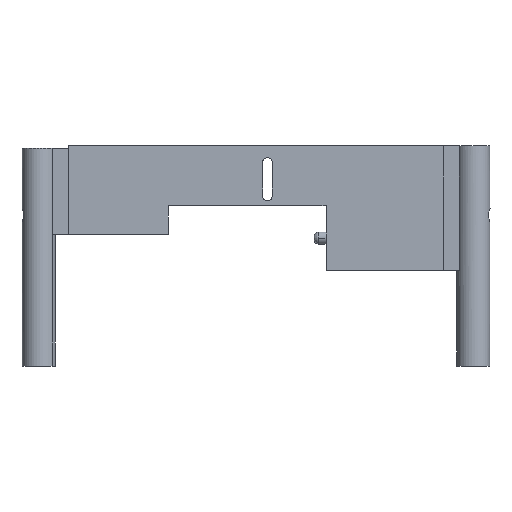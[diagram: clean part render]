
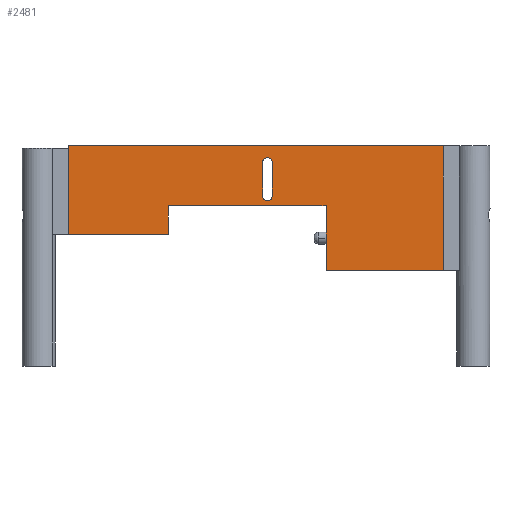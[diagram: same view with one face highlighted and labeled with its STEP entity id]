
A CAD part, front view. The second image highlights one B-rep face of the part: STEP entity #2481.
In plain terms, the highlighted planar face has unit normal (0, -1, 0).
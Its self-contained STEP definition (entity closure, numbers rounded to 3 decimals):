
#32 = DIRECTION ( 'NONE',  ( 0., 0., 1. ) ) ;
#55 = AXIS2_PLACEMENT_3D ( 'NONE', #571, #3154, #2843 ) ;
#74 = ORIENTED_EDGE ( 'NONE', *, *, #1486, .T. ) ;
#122 = VECTOR ( 'NONE', #3096, 1000. ) ;
#154 = EDGE_LOOP ( 'NONE', ( #3712, #3396, #2796, #3469, #690, #2841, #1659, #2669 ) ) ;
#173 = VERTEX_POINT ( 'NONE', #3033 ) ;
#176 = EDGE_CURVE ( 'NONE', #1318, #465, #799, .T. ) ;
#280 = VECTOR ( 'NONE', #3072, 1000. ) ;
#284 = LINE ( 'NONE', #3053, #280 ) ;
#326 = EDGE_CURVE ( 'NONE', #2085, #173, #284, .T. ) ;
#441 = EDGE_LOOP ( 'NONE', ( #3487, #3216, #74, #3459 ) ) ;
#465 = VERTEX_POINT ( 'NONE', #3508 ) ;
#490 = DIRECTION ( 'NONE',  ( 1., 0., 0. ) ) ;
#571 = CARTESIAN_POINT ( 'NONE',  ( 77.013, -4.5, 16.018 ) ) ;
#621 = DIRECTION ( 'NONE',  ( 0., 1., 0. ) ) ;
#623 = CARTESIAN_POINT ( 'NONE',  ( 35.5, -4.5, 0. ) ) ;
#690 = ORIENTED_EDGE ( 'NONE', *, *, #326, .F. ) ;
#799 = LINE ( 'NONE', #1470, #2719 ) ;
#811 = CARTESIAN_POINT ( 'NONE',  ( 35.5, -4.5, 12. ) ) ;
#853 = LINE ( 'NONE', #3032, #2745 ) ;
#880 = CARTESIAN_POINT ( 'NONE',  ( 150.5, -4.5, 37. ) ) ;
#889 = CARTESIAN_POINT ( 'NONE',  ( 79.013, -4.5, 16.018 ) ) ;
#914 = VECTOR ( 'NONE', #3416, 1000. ) ;
#982 = DIRECTION ( 'NONE',  ( 1., 0., 0. ) ) ;
#989 = VERTEX_POINT ( 'NONE', #623 ) ;
#994 = CARTESIAN_POINT ( 'NONE',  ( 79.013, -4.5, 15.009 ) ) ;
#1062 = VERTEX_POINT ( 'NONE', #3224 ) ;
#1121 = AXIS2_PLACEMENT_3D ( 'NONE', #1408, #2043, #3002 ) ;
#1200 = EDGE_CURVE ( 'NONE', #3541, #2765, #853, .T. ) ;
#1270 = CARTESIAN_POINT ( 'NONE',  ( 77.013, -4.5, 30.018 ) ) ;
#1318 = VERTEX_POINT ( 'NONE', #3117 ) ;
#1372 = CARTESIAN_POINT ( 'NONE',  ( 35.5, -4.5, 0. ) ) ;
#1387 = CIRCLE ( 'NONE', #3615, 2. ) ;
#1408 = CARTESIAN_POINT ( 'NONE',  ( -6., -4.5, 0. ) ) ;
#1429 = EDGE_CURVE ( 'NONE', #3545, #2104, #1890, .T. ) ;
#1447 = EDGE_CURVE ( 'NONE', #173, #1062, #3757, .T. ) ;
#1470 = CARTESIAN_POINT ( 'NONE',  ( -6., -4.5, 0. ) ) ;
#1486 = EDGE_CURVE ( 'NONE', #2597, #1578, #2490, .T. ) ;
#1533 = CARTESIAN_POINT ( 'NONE',  ( 75.013, -4.5, 30.018 ) ) ;
#1578 = VERTEX_POINT ( 'NONE', #889 ) ;
#1607 = CARTESIAN_POINT ( 'NONE',  ( -6., -4.5, 37. ) ) ;
#1659 = ORIENTED_EDGE ( 'NONE', *, *, #176, .T. ) ;
#1890 = LINE ( 'NONE', #4084, #3338 ) ;
#1936 = DIRECTION ( 'NONE',  ( -1., 0., 0. ) ) ;
#1943 = EDGE_CURVE ( 'NONE', #2765, #1062, #2672, .T. ) ;
#2027 = DIRECTION ( 'NONE',  ( 0., 0., 1. ) ) ;
#2043 = DIRECTION ( 'NONE',  ( 0., -1., 0. ) ) ;
#2085 = VERTEX_POINT ( 'NONE', #880 ) ;
#2089 = DIRECTION ( 'NONE',  ( 0., 0., -1. ) ) ;
#2104 = VERTEX_POINT ( 'NONE', #1533 ) ;
#2189 = CARTESIAN_POINT ( 'NONE',  ( 75.013, -4.5, 16.018 ) ) ;
#2397 = FACE_OUTER_BOUND ( 'NONE', #154, .T. ) ;
#2481 = ADVANCED_FACE ( 'NONE', ( #2397, #3297 ), #2698, .T. ) ;
#2490 = LINE ( 'NONE', #994, #914 ) ;
#2597 = VERTEX_POINT ( 'NONE', #4041 ) ;
#2655 = DIRECTION ( 'NONE',  ( 0., 0., -1. ) ) ;
#2669 = ORIENTED_EDGE ( 'NONE', *, *, #3137, .T. ) ;
#2672 = LINE ( 'NONE', #3271, #2686 ) ;
#2686 = VECTOR ( 'NONE', #2655, 1000. ) ;
#2698 = PLANE ( 'NONE',  #1121 ) ;
#2719 = VECTOR ( 'NONE', #2089, 1000. ) ;
#2745 = VECTOR ( 'NONE', #3655, 1000. ) ;
#2765 = VERTEX_POINT ( 'NONE', #4080 ) ;
#2796 = ORIENTED_EDGE ( 'NONE', *, *, #1943, .T. ) ;
#2841 = ORIENTED_EDGE ( 'NONE', *, *, #3241, .T. ) ;
#2843 = DIRECTION ( 'NONE',  ( -1., 0., 0. ) ) ;
#2948 = EDGE_CURVE ( 'NONE', #2104, #2597, #1387, .T. ) ;
#3002 = DIRECTION ( 'NONE',  ( 0., 0., -1. ) ) ;
#3004 = EDGE_CURVE ( 'NONE', #989, #3541, #3263, .T. ) ;
#3032 = CARTESIAN_POINT ( 'NONE',  ( 14.75, -4.5, 12. ) ) ;
#3033 = CARTESIAN_POINT ( 'NONE',  ( 150.5, -4.5, -15. ) ) ;
#3053 = CARTESIAN_POINT ( 'NONE',  ( 150.5, -4.5, 0. ) ) ;
#3072 = DIRECTION ( 'NONE',  ( 0., 0., -1. ) ) ;
#3096 = DIRECTION ( 'NONE',  ( -1., 0., 0. ) ) ;
#3117 = CARTESIAN_POINT ( 'NONE',  ( -6., -4.5, 37. ) ) ;
#3137 = EDGE_CURVE ( 'NONE', #465, #989, #3988, .T. ) ;
#3150 = VECTOR ( 'NONE', #1936, 1000. ) ;
#3154 = DIRECTION ( 'NONE',  ( 0., 1., 0. ) ) ;
#3155 = VECTOR ( 'NONE', #2027, 1000. ) ;
#3191 = CARTESIAN_POINT ( 'NONE',  ( -6., -4.5, -15. ) ) ;
#3216 = ORIENTED_EDGE ( 'NONE', *, *, #2948, .T. ) ;
#3224 = CARTESIAN_POINT ( 'NONE',  ( 101.5, -4.5, -15. ) ) ;
#3241 = EDGE_CURVE ( 'NONE', #2085, #1318, #3460, .T. ) ;
#3263 = LINE ( 'NONE', #1372, #3155 ) ;
#3271 = CARTESIAN_POINT ( 'NONE',  ( 101.5, -4.5, 6. ) ) ;
#3297 = FACE_BOUND ( 'NONE', #441, .T. ) ;
#3302 = EDGE_CURVE ( 'NONE', #1578, #3545, #3618, .T. ) ;
#3338 = VECTOR ( 'NONE', #32, 1000. ) ;
#3396 = ORIENTED_EDGE ( 'NONE', *, *, #1200, .T. ) ;
#3416 = DIRECTION ( 'NONE',  ( 0., 0., -1. ) ) ;
#3459 = ORIENTED_EDGE ( 'NONE', *, *, #3302, .T. ) ;
#3460 = LINE ( 'NONE', #1607, #122 ) ;
#3469 = ORIENTED_EDGE ( 'NONE', *, *, #1447, .F. ) ;
#3487 = ORIENTED_EDGE ( 'NONE', *, *, #1429, .T. ) ;
#3508 = CARTESIAN_POINT ( 'NONE',  ( -6., -4.5, 0. ) ) ;
#3541 = VERTEX_POINT ( 'NONE', #811 ) ;
#3545 = VERTEX_POINT ( 'NONE', #2189 ) ;
#3614 = CARTESIAN_POINT ( 'NONE',  ( -6., -4.5, 0. ) ) ;
#3615 = AXIS2_PLACEMENT_3D ( 'NONE', #1270, #621, #982 ) ;
#3618 = CIRCLE ( 'NONE', #55, 2. ) ;
#3625 = VECTOR ( 'NONE', #490, 1000. ) ;
#3655 = DIRECTION ( 'NONE',  ( 1., 0., 0. ) ) ;
#3712 = ORIENTED_EDGE ( 'NONE', *, *, #3004, .T. ) ;
#3757 = LINE ( 'NONE', #3191, #3150 ) ;
#3988 = LINE ( 'NONE', #3614, #3625 ) ;
#4041 = CARTESIAN_POINT ( 'NONE',  ( 79.013, -4.5, 30.018 ) ) ;
#4080 = CARTESIAN_POINT ( 'NONE',  ( 101.5, -4.5, 12. ) ) ;
#4084 = CARTESIAN_POINT ( 'NONE',  ( 75.013, -4.5, 8.009 ) ) ;
